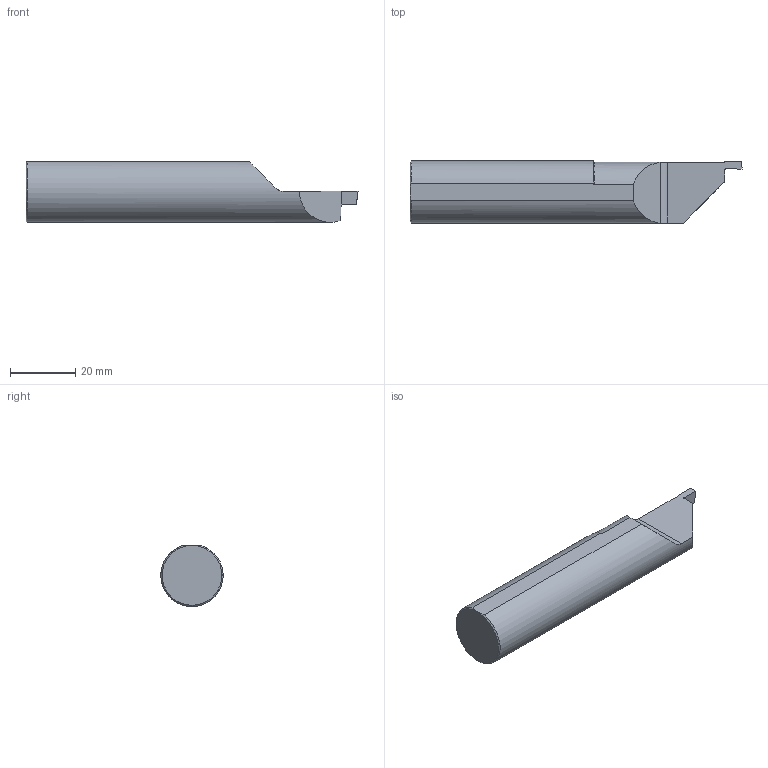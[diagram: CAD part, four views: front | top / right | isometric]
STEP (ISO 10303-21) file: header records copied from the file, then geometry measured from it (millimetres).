
FILE_DESCRIPTION (( 'STEP AP203' ), '1' );
FILE_NAME ('220178-FG750-093.STEP', '2024-06-10T23:58:31', ( '' ), ( '' ), 'SwSTEP 2.0', 'SolidWorks 2022', '' );
FILE_SCHEMA (( 'CONFIG_CONTROL_DESIGN' ));
Length unit declared in the file: inch
Products named in the file (1): 220178-FG750-093
Bounding box: 101.6 x 19.03 x 18.66 mm (x, y, z)
Volume: 23330.7 mm3; surface area: 5826.6 mm2
Topology: 1 solids, 1 shells, 27 faces, 74 edges, 49 vertices
Faces by surface type: plane 14, cylinder 7, torus 4, cone 2
Entity records: 1017 total; most frequent: CARTESIAN_POINT 307, ORIENTED_EDGE 148, DIRECTION 114, EDGE_CURVE 74, VERTEX_POINT 49, AXIS2_PLACEMENT_3D 42, VECTOR 30, LINE 30
